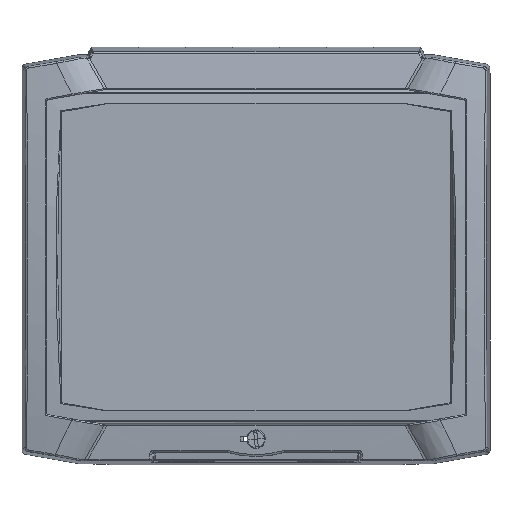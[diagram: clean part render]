
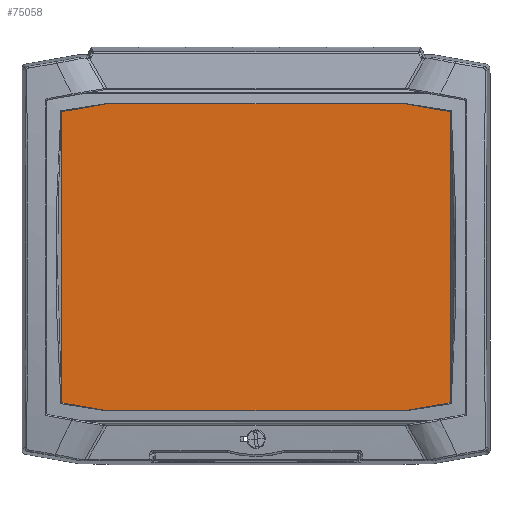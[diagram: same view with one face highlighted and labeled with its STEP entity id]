
A CAD part, top view. The second image highlights one B-rep face of the part: STEP entity #75058.
In plain terms, the highlighted planar face has unit normal (0, 0, 1).
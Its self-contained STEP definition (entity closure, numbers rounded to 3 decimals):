
#55138=CARTESIAN_POINT('',(95.,71.209,9.2));
#55139=VERTEX_POINT('',#55138);
#55146=CARTESIAN_POINT('',(95.0,-71.209,9.2));
#55147=VERTEX_POINT('',#55146);
#55148=CARTESIAN_POINT('',(95.0,-71.209,9.2));
#55149=DIRECTION('',(0.0,1.0,0.0));
#55150=VECTOR('',#55149,142.418);
#55151=LINE('',#55148,#55150);
#55152=EDGE_CURVE('',#55147,#55139,#55151,.T.);
#55235=CARTESIAN_POINT('',(-95.,-71.209,9.2));
#55236=VERTEX_POINT('',#55235);
#55243=CARTESIAN_POINT('',(-95.,71.209,9.2));
#55244=VERTEX_POINT('',#55243);
#55245=CARTESIAN_POINT('',(-95.,71.209,9.2));
#55246=DIRECTION('',(0.0,-1.0,0.0));
#55247=VECTOR('',#55246,142.418);
#55248=LINE('',#55245,#55247);
#55249=EDGE_CURVE('',#55244,#55236,#55248,.T.);
#59267=CARTESIAN_POINT('',(-73.5,-75.,9.2));
#59268=VERTEX_POINT('',#59267);
#59275=CARTESIAN_POINT('',(-95.,-71.209,9.2));
#59276=DIRECTION('',(0.985,-0.174,0.0));
#59277=VECTOR('',#59276,21.832);
#59278=LINE('',#59275,#59277);
#59279=EDGE_CURVE('',#55236,#59268,#59278,.T.);
#59429=CARTESIAN_POINT('',(73.5,-75.,9.2));
#59430=VERTEX_POINT('',#59429);
#59431=CARTESIAN_POINT('',(73.5,-75.,9.2));
#59432=DIRECTION('',(0.985,0.174,0.0));
#59433=VECTOR('',#59432,21.832);
#59434=LINE('',#59431,#59433);
#59435=EDGE_CURVE('',#59430,#55147,#59434,.T.);
#59587=CARTESIAN_POINT('',(73.5,75.,9.2));
#59588=VERTEX_POINT('',#59587);
#59595=CARTESIAN_POINT('',(95.,71.209,9.2));
#59596=DIRECTION('',(-0.985,0.174,0.0));
#59597=VECTOR('',#59596,21.832);
#59598=LINE('',#59595,#59597);
#59599=EDGE_CURVE('',#55139,#59588,#59598,.T.);
#59749=CARTESIAN_POINT('',(-73.5,75.,9.2));
#59750=VERTEX_POINT('',#59749);
#59751=CARTESIAN_POINT('',(-73.5,75.,9.2));
#59752=DIRECTION('',(-0.985,-0.174,0.0));
#59753=VECTOR('',#59752,21.832);
#59754=LINE('',#59751,#59753);
#59755=EDGE_CURVE('',#59750,#55244,#59754,.T.);
#75033=CARTESIAN_POINT('',(0.,0.,9.2));
#75034=DIRECTION('',(0.0,0.0,1.0));
#75035=DIRECTION('',(1.0,0.0,0.0));
#75036=AXIS2_PLACEMENT_3D('',#75033,#75034,#75035);
#75037=PLANE('',#75036);
#75038=ORIENTED_EDGE('',*,*,#55152,.T.);
#75039=ORIENTED_EDGE('',*,*,#59599,.T.);
#75040=CARTESIAN_POINT('',(73.5,75.,9.2));
#75041=DIRECTION('',(-1.0,0.0,0.0));
#75042=VECTOR('',#75041,147.0);
#75043=LINE('',#75040,#75042);
#75044=EDGE_CURVE('',#59588,#59750,#75043,.T.);
#75045=ORIENTED_EDGE('',*,*,#75044,.T.);
#75046=ORIENTED_EDGE('',*,*,#59755,.T.);
#75047=ORIENTED_EDGE('',*,*,#55249,.T.);
#75048=ORIENTED_EDGE('',*,*,#59279,.T.);
#75049=CARTESIAN_POINT('',(-73.5,-75.,9.2));
#75050=DIRECTION('',(1.0,0.0,0.0));
#75051=VECTOR('',#75050,147.);
#75052=LINE('',#75049,#75051);
#75053=EDGE_CURVE('',#59268,#59430,#75052,.T.);
#75054=ORIENTED_EDGE('',*,*,#75053,.T.);
#75055=ORIENTED_EDGE('',*,*,#59435,.T.);
#75056=EDGE_LOOP('',(#75038,#75039,#75045,#75046,#75047,#75048,#75054,#75055));
#75057=FACE_OUTER_BOUND('',#75056,.T.);
#75058=ADVANCED_FACE('',(#75057),#75037,.T.);
